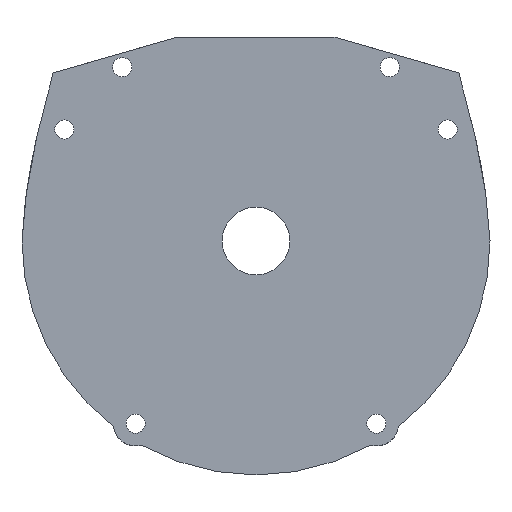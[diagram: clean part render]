
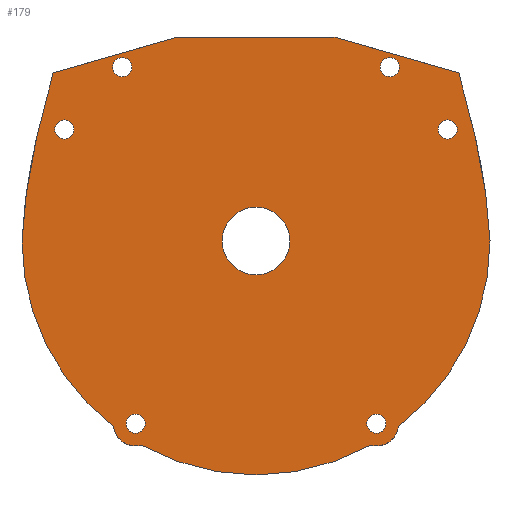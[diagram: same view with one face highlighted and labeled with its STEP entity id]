
A CAD part, front view. The second image highlights one B-rep face of the part: STEP entity #179.
In plain terms, the highlighted planar face has unit normal (0, -1, 0).
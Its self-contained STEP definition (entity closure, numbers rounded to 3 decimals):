
#24 = VERTEX_POINT('',#25);
#25 = CARTESIAN_POINT('',(31.957,0.,
    -41.653));
#41 = VERTEX_POINT('',#42);
#42 = CARTESIAN_POINT('',(52.5,0.,
    0.));
#48 = EDGE_CURVE('',#24,#41,#49,.T.);
#49 = CIRCLE('',#50,52.5);
#50 = AXIS2_PLACEMENT_3D('',#51,#52,#53);
#51 = CARTESIAN_POINT('',(0.,0.,0.));
#52 = DIRECTION('',(0.,-1.,0.));
#53 = DIRECTION('',(1.,0.,0.));
#123 = EDGE_CURVE('',#24,#124,#126,.T.);
#124 = VERTEX_POINT('',#125);
#125 = CARTESIAN_POINT('',(25.642,0.,
    -45.812));
#126 = CIRCLE('',#127,5.);
#127 = AXIS2_PLACEMENT_3D('',#128,#129,#130);
#128 = CARTESIAN_POINT('',(27.,0.,-41.));
#129 = DIRECTION('',(-0.,1.,0.));
#130 = DIRECTION('',(1.,0.,0.));
#179 = ADVANCED_FACE('',(#180,#249,#260,#271,#282,#293,#304,#315),#326,
  .T.);
#180 = FACE_BOUND('',#181,.T.);
#181 = EDGE_LOOP('',(#182,#193,#202,#209,#210,#211,#219,#227,#235,#243)
  );
#182 = ORIENTED_EDGE('',*,*,#183,.T.);
#183 = EDGE_CURVE('',#184,#186,#188,.T.);
#184 = VERTEX_POINT('',#185);
#185 = CARTESIAN_POINT('',(-52.5,0.,
    0.));
#186 = VERTEX_POINT('',#187);
#187 = CARTESIAN_POINT('',(-31.957,0.,
    -41.653));
#188 = CIRCLE('',#189,52.5);
#189 = AXIS2_PLACEMENT_3D('',#190,#191,#192);
#190 = CARTESIAN_POINT('',(0.,0.,0.));
#191 = DIRECTION('',(0.,-1.,0.));
#192 = DIRECTION('',(1.,0.,0.));
#193 = ORIENTED_EDGE('',*,*,#194,.F.);
#194 = EDGE_CURVE('',#195,#186,#197,.T.);
#195 = VERTEX_POINT('',#196);
#196 = CARTESIAN_POINT('',(-25.642,0.,
    -45.812));
#197 = CIRCLE('',#198,5.);
#198 = AXIS2_PLACEMENT_3D('',#199,#200,#201);
#199 = CARTESIAN_POINT('',(-27.,0.,-41.));
#200 = DIRECTION('',(-0.,1.,0.));
#201 = DIRECTION('',(1.,0.,0.));
#202 = ORIENTED_EDGE('',*,*,#203,.T.);
#203 = EDGE_CURVE('',#195,#124,#204,.T.);
#204 = CIRCLE('',#205,52.5);
#205 = AXIS2_PLACEMENT_3D('',#206,#207,#208);
#206 = CARTESIAN_POINT('',(0.,0.,0.));
#207 = DIRECTION('',(0.,-1.,0.));
#208 = DIRECTION('',(1.,0.,0.));
#209 = ORIENTED_EDGE('',*,*,#123,.F.);
#210 = ORIENTED_EDGE('',*,*,#48,.T.);
#211 = ORIENTED_EDGE('',*,*,#212,.T.);
#212 = EDGE_CURVE('',#41,#213,#215,.T.);
#213 = VERTEX_POINT('',#214);
#214 = CARTESIAN_POINT('',(45.5,0.,37.721));
#215 = B_SPLINE_CURVE_WITH_KNOTS('',2,(#216,#217,#218),.UNSPECIFIED.,.F.
  ,.F.,(3,3),(0.,1.),.PIECEWISE_BEZIER_KNOTS.);
#216 = CARTESIAN_POINT('',(52.5,0.,
    0.));
#217 = CARTESIAN_POINT('',(52.,0.,15.));
#218 = CARTESIAN_POINT('',(45.5,0.,37.721));
#219 = ORIENTED_EDGE('',*,*,#220,.F.);
#220 = EDGE_CURVE('',#221,#213,#223,.T.);
#221 = VERTEX_POINT('',#222);
#222 = CARTESIAN_POINT('',(17.5,0.,45.75));
#223 = LINE('',#224,#225);
#224 = CARTESIAN_POINT('',(17.5,0.,45.75));
#225 = VECTOR('',#226,1.);
#226 = DIRECTION('',(0.961,0.,-0.276)
  );
#227 = ORIENTED_EDGE('',*,*,#228,.T.);
#228 = EDGE_CURVE('',#221,#229,#231,.T.);
#229 = VERTEX_POINT('',#230);
#230 = CARTESIAN_POINT('',(-17.5,0.,45.75));
#231 = LINE('',#232,#233);
#232 = CARTESIAN_POINT('',(17.5,0.,45.75));
#233 = VECTOR('',#234,1.);
#234 = DIRECTION('',(-1.,0.,0.));
#235 = ORIENTED_EDGE('',*,*,#236,.T.);
#236 = EDGE_CURVE('',#229,#237,#239,.T.);
#237 = VERTEX_POINT('',#238);
#238 = CARTESIAN_POINT('',(-45.5,0.,37.72));
#239 = LINE('',#240,#241);
#240 = CARTESIAN_POINT('',(-17.5,0.,45.75));
#241 = VECTOR('',#242,1.);
#242 = DIRECTION('',(-0.961,0.,-0.276
    ));
#243 = ORIENTED_EDGE('',*,*,#244,.F.);
#244 = EDGE_CURVE('',#184,#237,#245,.T.);
#245 = B_SPLINE_CURVE_WITH_KNOTS('',2,(#246,#247,#248),.UNSPECIFIED.,.F.
  ,.F.,(3,3),(0.,1.),.PIECEWISE_BEZIER_KNOTS.);
#246 = CARTESIAN_POINT('',(-52.5,0.,
    0.));
#247 = CARTESIAN_POINT('',(-52.,0.,15.));
#248 = CARTESIAN_POINT('',(-45.5,0.,37.72));
#249 = FACE_BOUND('',#250,.T.);
#250 = EDGE_LOOP('',(#251));
#251 = ORIENTED_EDGE('',*,*,#252,.F.);
#252 = EDGE_CURVE('',#253,#253,#255,.T.);
#253 = VERTEX_POINT('',#254);
#254 = CARTESIAN_POINT('',(24.85,0.,-41.));
#255 = CIRCLE('',#256,2.15);
#256 = AXIS2_PLACEMENT_3D('',#257,#258,#259);
#257 = CARTESIAN_POINT('',(27.,0.,-41.));
#258 = DIRECTION('',(0.,-1.,0.));
#259 = DIRECTION('',(-1.,-0.,0.));
#260 = FACE_BOUND('',#261,.T.);
#261 = EDGE_LOOP('',(#262));
#262 = ORIENTED_EDGE('',*,*,#263,.F.);
#263 = EDGE_CURVE('',#264,#264,#266,.T.);
#264 = VERTEX_POINT('',#265);
#265 = CARTESIAN_POINT('',(40.85,0.,25.));
#266 = CIRCLE('',#267,2.15);
#267 = AXIS2_PLACEMENT_3D('',#268,#269,#270);
#268 = CARTESIAN_POINT('',(43.,0.,25.));
#269 = DIRECTION('',(0.,-1.,0.));
#270 = DIRECTION('',(-1.,-0.,0.));
#271 = FACE_BOUND('',#272,.T.);
#272 = EDGE_LOOP('',(#273));
#273 = ORIENTED_EDGE('',*,*,#274,.F.);
#274 = EDGE_CURVE('',#275,#275,#277,.T.);
#275 = VERTEX_POINT('',#276);
#276 = CARTESIAN_POINT('',(27.85,0.,39.));
#277 = CIRCLE('',#278,2.15);
#278 = AXIS2_PLACEMENT_3D('',#279,#280,#281);
#279 = CARTESIAN_POINT('',(30.,0.,39.));
#280 = DIRECTION('',(0.,-1.,0.));
#281 = DIRECTION('',(-1.,-0.,0.));
#282 = FACE_BOUND('',#283,.T.);
#283 = EDGE_LOOP('',(#284));
#284 = ORIENTED_EDGE('',*,*,#285,.F.);
#285 = EDGE_CURVE('',#286,#286,#288,.T.);
#286 = VERTEX_POINT('',#287);
#287 = CARTESIAN_POINT('',(-29.15,0.,-41.));
#288 = CIRCLE('',#289,2.15);
#289 = AXIS2_PLACEMENT_3D('',#290,#291,#292);
#290 = CARTESIAN_POINT('',(-27.,0.,-41.));
#291 = DIRECTION('',(0.,-1.,0.));
#292 = DIRECTION('',(-1.,-0.,0.));
#293 = FACE_BOUND('',#294,.T.);
#294 = EDGE_LOOP('',(#295));
#295 = ORIENTED_EDGE('',*,*,#296,.T.);
#296 = EDGE_CURVE('',#297,#297,#299,.T.);
#297 = VERTEX_POINT('',#298);
#298 = CARTESIAN_POINT('',(7.6,0.,0.));
#299 = CIRCLE('',#300,7.6);
#300 = AXIS2_PLACEMENT_3D('',#301,#302,#303);
#301 = CARTESIAN_POINT('',(0.,0.,0.));
#302 = DIRECTION('',(-0.,1.,0.));
#303 = DIRECTION('',(1.,0.,0.));
#304 = FACE_BOUND('',#305,.T.);
#305 = EDGE_LOOP('',(#306));
#306 = ORIENTED_EDGE('',*,*,#307,.F.);
#307 = EDGE_CURVE('',#308,#308,#310,.T.);
#308 = VERTEX_POINT('',#309);
#309 = CARTESIAN_POINT('',(-32.15,0.,39.));
#310 = CIRCLE('',#311,2.15);
#311 = AXIS2_PLACEMENT_3D('',#312,#313,#314);
#312 = CARTESIAN_POINT('',(-30.,0.,39.));
#313 = DIRECTION('',(0.,-1.,0.));
#314 = DIRECTION('',(-1.,-0.,0.));
#315 = FACE_BOUND('',#316,.T.);
#316 = EDGE_LOOP('',(#317));
#317 = ORIENTED_EDGE('',*,*,#318,.F.);
#318 = EDGE_CURVE('',#319,#319,#321,.T.);
#319 = VERTEX_POINT('',#320);
#320 = CARTESIAN_POINT('',(-45.15,0.,25.));
#321 = CIRCLE('',#322,2.15);
#322 = AXIS2_PLACEMENT_3D('',#323,#324,#325);
#323 = CARTESIAN_POINT('',(-43.,0.,25.));
#324 = DIRECTION('',(0.,-1.,0.));
#325 = DIRECTION('',(-1.,-0.,0.));
#326 = PLANE('',#327);
#327 = AXIS2_PLACEMENT_3D('',#328,#329,#330);
#328 = CARTESIAN_POINT('',(0.,0.,
    -0.148));
#329 = DIRECTION('',(0.,-1.,0.));
#330 = DIRECTION('',(0.,0.,1.));
